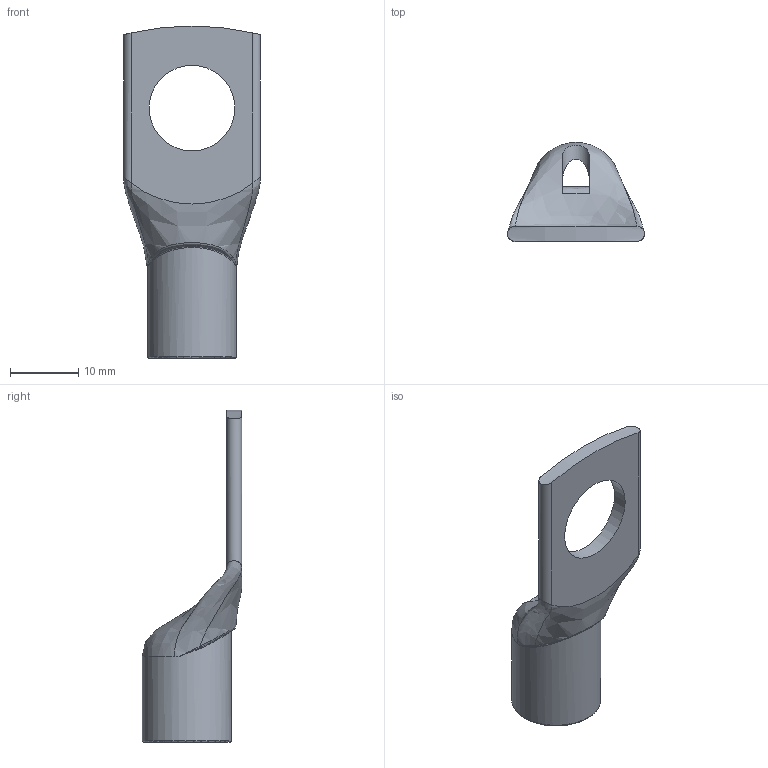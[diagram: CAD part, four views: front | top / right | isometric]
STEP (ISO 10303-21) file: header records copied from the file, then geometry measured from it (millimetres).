
FILE_DESCRIPTION((''),'2;1');
FILE_NAME('PK35-12.stp','2016-02-12T07:49:40',(''),(''),'Autodesk Inventor 2010','Autodesk Inventor 2010','');
FILE_SCHEMA(('AUTOMOTIVE_DESIGN { 1 0 10303 214 1 1 1 1 }'));
Length unit declared in the file: millimetre
Products named in the file (1): PK35-12
Bounding box: 20 x 14.5 x 48.49 mm (x, y, z)
Volume: 2428.9 mm3; surface area: 2609.9 mm2
Topology: 1 solids, 1 shells, 182 faces, 500 edges, 329 vertices
Faces by surface type: plane 84, bspline 60, cylinder 36, torus 1, cone 1
Full cylindrical faces by diameter (mm): 9 x1, 12.5 x1, 13 x1
Entity records: 7148 total; most frequent: CARTESIAN_POINT 2875, ORIENTED_EDGE 982, DIRECTION 697, EDGE_CURVE 491, VERTEX_POINT 327, VECTOR 277, LINE 277, AXIS2_PLACEMENT_3D 210
